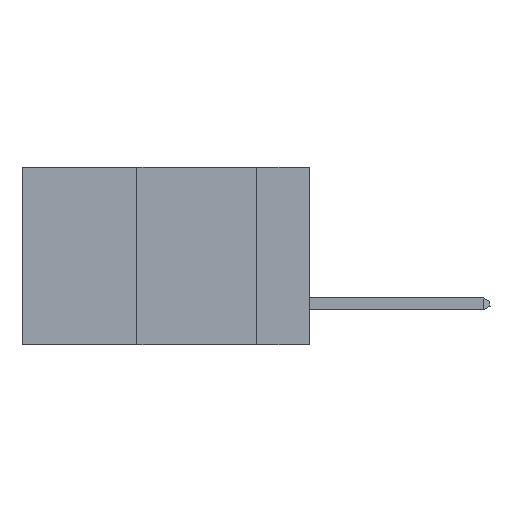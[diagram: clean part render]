
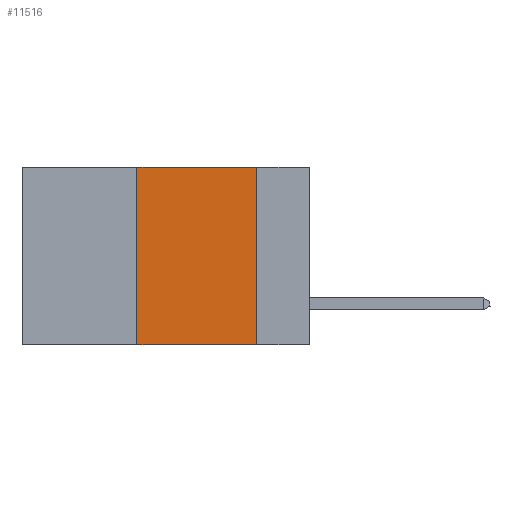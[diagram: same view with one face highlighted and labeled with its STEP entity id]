
A CAD part, left-side view. The second image highlights one B-rep face of the part: STEP entity #11516.
In plain terms, the highlighted planar face has unit normal (-1, 0, 0).
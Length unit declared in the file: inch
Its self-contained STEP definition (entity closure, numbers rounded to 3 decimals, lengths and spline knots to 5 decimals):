
#960 = DIRECTION ( 'NONE',  ( 1., 0., 0. ) ) ;
#2108 = EDGE_CURVE ( 'NONE', #21040, #28489, #2172, .T. ) ;
#2172 = LINE ( 'NONE', #9260, #3282 ) ;
#3155 = ORIENTED_EDGE ( 'NONE', *, *, #2108, .F. ) ;
#3282 = VECTOR ( 'NONE', #4469, 39.37008 ) ;
#3338 = DIRECTION ( 'NONE',  ( 0., 0., -1. ) ) ;
#3921 = VECTOR ( 'NONE', #18670, 39.37008 ) ;
#4165 = ORIENTED_EDGE ( 'NONE', *, *, #5554, .F. ) ;
#4469 = DIRECTION ( 'NONE',  ( 0., -1., 0. ) ) ;
#4821 = CARTESIAN_POINT ( 'NONE',  ( 0., 0.36, 0. ) ) ;
#5554 = EDGE_CURVE ( 'NONE', #28489, #8618, #13455, .T. ) ;
#5931 = CARTESIAN_POINT ( 'NONE',  ( 0., 0.36, -0.37 ) ) ;
#7289 = EDGE_CURVE ( 'NONE', #22924, #21040, #18219, .T. ) ;
#8068 = PLANE ( 'NONE',  #14157 ) ;
#8479 = DIRECTION ( 'NONE',  ( 0., -1., 0. ) ) ;
#8618 = VERTEX_POINT ( 'NONE', #24355 ) ;
#9091 = CARTESIAN_POINT ( 'NONE',  ( 0., 0.11, 0. ) ) ;
#9260 = CARTESIAN_POINT ( 'NONE',  ( 0., 0.6, 0. ) ) ;
#9392 = CARTESIAN_POINT ( 'NONE',  ( 0., 0.36, 0. ) ) ;
#11516 = ADVANCED_FACE ( 'NONE', ( #28273 ), #8068, .F. ) ;
#11909 = VECTOR ( 'NONE', #23620, 39.37008 ) ;
#12749 = EDGE_CURVE ( 'NONE', #22924, #8618, #21579, .T. ) ;
#12879 = EDGE_LOOP ( 'NONE', ( #4165, #3155, #13670, #15372 ) ) ;
#13455 = LINE ( 'NONE', #9091, #3921 ) ;
#13670 = ORIENTED_EDGE ( 'NONE', *, *, #7289, .F. ) ;
#14157 = AXIS2_PLACEMENT_3D ( 'NONE', #15070, #960, #3338 ) ;
#15070 = CARTESIAN_POINT ( 'NONE',  ( 0., 0.6, 0. ) ) ;
#15331 = VECTOR ( 'NONE', #8479, 39.37008 ) ;
#15372 = ORIENTED_EDGE ( 'NONE', *, *, #12749, .T. ) ;
#18219 = LINE ( 'NONE', #4821, #11909 ) ;
#18670 = DIRECTION ( 'NONE',  ( 0., 0., -1. ) ) ;
#19286 = CARTESIAN_POINT ( 'NONE',  ( 0., 0.11, 0. ) ) ;
#21040 = VERTEX_POINT ( 'NONE', #9392 ) ;
#21579 = LINE ( 'NONE', #22573, #15331 ) ;
#22573 = CARTESIAN_POINT ( 'NONE',  ( 0., 0.6, -0.37 ) ) ;
#22924 = VERTEX_POINT ( 'NONE', #5931 ) ;
#23620 = DIRECTION ( 'NONE',  ( 0., 0., 1. ) ) ;
#24355 = CARTESIAN_POINT ( 'NONE',  ( 0., 0.11, -0.37 ) ) ;
#28273 = FACE_OUTER_BOUND ( 'NONE', #12879, .T. ) ;
#28489 = VERTEX_POINT ( 'NONE', #19286 ) ;
